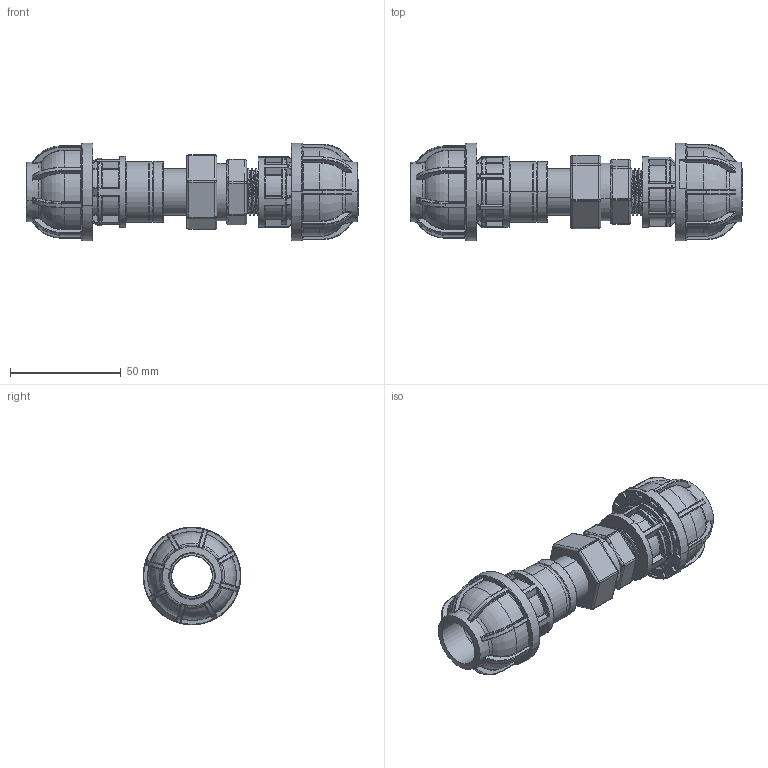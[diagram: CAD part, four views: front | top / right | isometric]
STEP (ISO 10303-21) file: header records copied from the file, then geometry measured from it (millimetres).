
FILE_DESCRIPTION (( 'STEP AP203' ), '1' );
FILE_NAME ('R220.020.012.step', '2013-11-19T09:27:58', ( 'Alusic' ), ( 'Alusic' ), 'SwSTEP 2.0', 'SolidWorks 2011', '' );
FILE_SCHEMA (( 'CONFIG_CONTROL_DESIGN' ));
Length unit declared in the file: millimetre
Products named in the file (1): R220.020.012
Bounding box: 149.57 x 44 x 44 mm (x, y, z)
Surface area: 32688.9 mm2 (no closed solid volume)
Topology: 0 solids, 8 shells, 1768 faces, 5368 edges, 3265 vertices
Faces by surface type: cylinder 546, torus 434, bspline 340, plane 259, cone 100, sphere 89
Entity records: 80287 total; most frequent: CARTESIAN_POINT 36610, DIRECTION 9144, ORIENTED_EDGE 8783, EDGE_CURVE 5320, AXIS2_PLACEMENT_3D 4018, VERTEX_POINT 3259, CIRCLE 2589, EDGE_LOOP 1780
